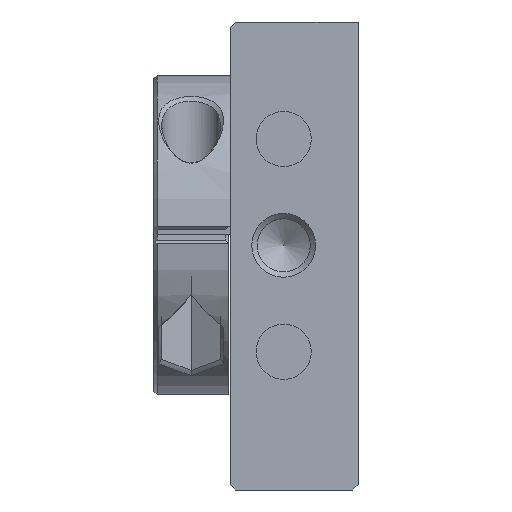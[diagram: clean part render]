
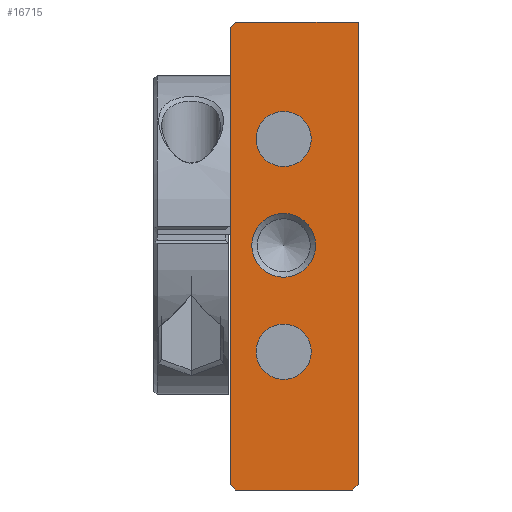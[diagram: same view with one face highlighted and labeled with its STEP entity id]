
A CAD part, front view. The second image highlights one B-rep face of the part: STEP entity #16715.
In plain terms, the highlighted planar face has unit normal (0, -1, 0).
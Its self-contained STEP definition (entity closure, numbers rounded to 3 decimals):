
#643=FACE_BOUND('',#3365,.T.);
#644=FACE_BOUND('',#3366,.T.);
#645=FACE_BOUND('',#3367,.T.);
#847=PLANE('',#17730);
#2392=FACE_OUTER_BOUND('',#3364,.T.);
#3364=EDGE_LOOP('',(#12065,#12066,#12067,#12068,#12069,#12070,#12071));
#3365=EDGE_LOOP('',(#12072));
#3366=EDGE_LOOP('',(#12073));
#3367=EDGE_LOOP('',(#12074));
#4266=CIRCLE('',#17731,3.);
#4267=CIRCLE('',#17732,2.6);
#4268=CIRCLE('',#17733,2.6);
#4411=LINE('',#21427,#5732);
#4606=LINE('',#21830,#5927);
#4609=LINE('',#21836,#5930);
#4612=LINE('',#21842,#5933);
#4613=LINE('',#21844,#5934);
#4614=LINE('',#21846,#5935);
#4615=LINE('',#21847,#5936);
#5732=VECTOR('',#18353,10.);
#5927=VECTOR('',#18688,10.);
#5930=VECTOR('',#18693,10.);
#5933=VECTOR('',#18698,10.);
#5934=VECTOR('',#18699,10.);
#5935=VECTOR('',#18700,10.);
#5936=VECTOR('',#18701,10.);
#7098=VERTEX_POINT('',#21421);
#7100=VERTEX_POINT('',#21425);
#7238=VERTEX_POINT('',#21829);
#7240=VERTEX_POINT('',#21835);
#7242=VERTEX_POINT('',#21841);
#7243=VERTEX_POINT('',#21843);
#7244=VERTEX_POINT('',#21845);
#7245=VERTEX_POINT('',#21848);
#7246=VERTEX_POINT('',#21850);
#7247=VERTEX_POINT('',#21852);
#8903=EDGE_CURVE('',#7098,#7100,#4411,.T.);
#9103=EDGE_CURVE('',#7098,#7238,#4606,.T.);
#9106=EDGE_CURVE('',#7238,#7240,#4609,.T.);
#9109=EDGE_CURVE('',#7242,#7100,#4612,.T.);
#9110=EDGE_CURVE('',#7242,#7243,#4613,.F.);
#9111=EDGE_CURVE('',#7244,#7243,#4614,.T.);
#9112=EDGE_CURVE('',#7240,#7244,#4615,.T.);
#9113=EDGE_CURVE('',#7245,#7245,#4266,.T.);
#9114=EDGE_CURVE('',#7246,#7246,#4267,.T.);
#9115=EDGE_CURVE('',#7247,#7247,#4268,.T.);
#12065=ORIENTED_EDGE('',*,*,#9103,.F.);
#12066=ORIENTED_EDGE('',*,*,#8903,.T.);
#12067=ORIENTED_EDGE('',*,*,#9109,.F.);
#12068=ORIENTED_EDGE('',*,*,#9110,.T.);
#12069=ORIENTED_EDGE('',*,*,#9111,.F.);
#12070=ORIENTED_EDGE('',*,*,#9112,.F.);
#12071=ORIENTED_EDGE('',*,*,#9106,.F.);
#12072=ORIENTED_EDGE('',*,*,#9113,.T.);
#12073=ORIENTED_EDGE('',*,*,#9114,.T.);
#12074=ORIENTED_EDGE('',*,*,#9115,.T.);
#16715=ADVANCED_FACE('',(#2392,#643,#644,#645),#847,.T.);
#17730=AXIS2_PLACEMENT_3D('',#21840,#18696,#18697);
#17731=AXIS2_PLACEMENT_3D('',#21849,#18702,#18703);
#17732=AXIS2_PLACEMENT_3D('',#21851,#18704,#18705);
#17733=AXIS2_PLACEMENT_3D('',#21853,#18706,#18707);
#18353=DIRECTION('',(0.,0.,-1.));
#18688=DIRECTION('',(0.707,0.,0.707));
#18693=DIRECTION('',(1.,0.,0.));
#18696=DIRECTION('center_axis',(0.,-1.,0.));
#18697=DIRECTION('ref_axis',(0.,0.,-1.));
#18698=DIRECTION('',(-0.707,0.,0.707));
#18699=DIRECTION('',(-1.,0.,0.));
#18700=DIRECTION('',(-0.707,0.,-0.707));
#18701=DIRECTION('',(0.,0.,-1.));
#18702=DIRECTION('center_axis',(0.,1.,0.));
#18703=DIRECTION('ref_axis',(0.,0.,-1.));
#18704=DIRECTION('center_axis',(0.,1.,0.));
#18705=DIRECTION('ref_axis',(0.,0.,-1.));
#18706=DIRECTION('center_axis',(0.,1.,0.));
#18707=DIRECTION('ref_axis',(0.,0.,-1.));
#21421=CARTESIAN_POINT('',(0.,0.,41.5));
#21425=CARTESIAN_POINT('',(0.,0.,-1.5));
#21427=CARTESIAN_POINT('',(0.,0.,42.));
#21829=CARTESIAN_POINT('',(0.5,0.,42.));
#21830=CARTESIAN_POINT('',(0.25,0.,41.75));
#21835=CARTESIAN_POINT('',(12.,0.,42.));
#21836=CARTESIAN_POINT('',(0.,0.,42.));
#21840=CARTESIAN_POINT('Origin',(0.,0.,42.));
#21841=CARTESIAN_POINT('',(0.5,0.,-2.));
#21842=CARTESIAN_POINT('',(-10.75,0.,9.25));
#21843=CARTESIAN_POINT('',(11.5,0.,-2.));
#21844=CARTESIAN_POINT('',(0.,0.,-2.));
#21845=CARTESIAN_POINT('',(12.,0.,-1.5));
#21846=CARTESIAN_POINT('',(19.75,0.,6.25));
#21847=CARTESIAN_POINT('',(12.,0.,42.));
#21848=CARTESIAN_POINT('',(5.,0.,24.));
#21849=CARTESIAN_POINT('Origin',(5.,0.,21.));
#21850=CARTESIAN_POINT('',(5.,0.,33.6));
#21851=CARTESIAN_POINT('Origin',(5.,0.,31.));
#21852=CARTESIAN_POINT('',(5.,0.,13.6));
#21853=CARTESIAN_POINT('Origin',(5.,0.,11.));
